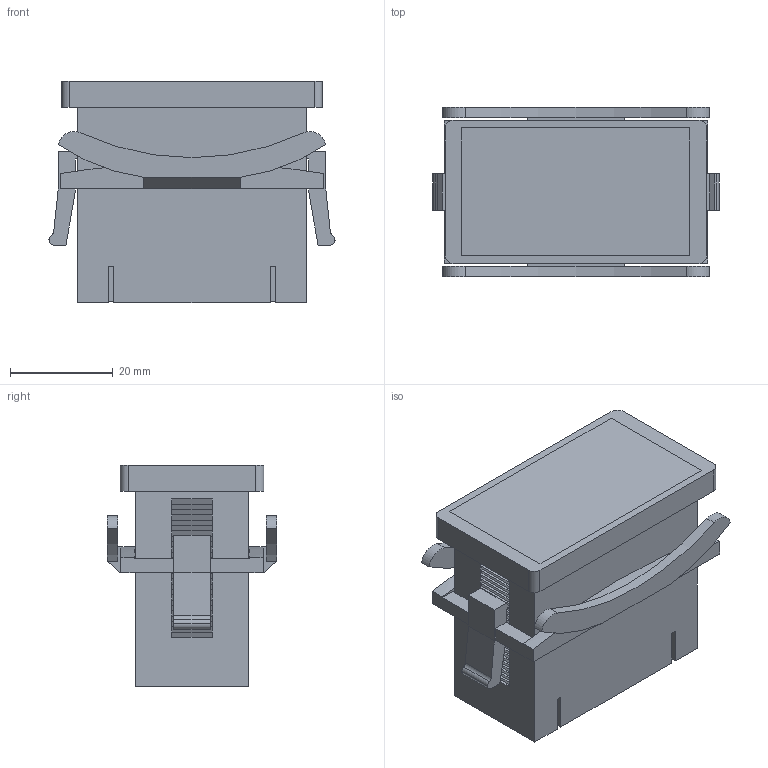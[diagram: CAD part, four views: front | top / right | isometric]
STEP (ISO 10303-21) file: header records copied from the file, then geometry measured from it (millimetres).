
FILE_DESCRIPTION (( 'STEP AP203' ), '1' );
FILE_NAME ('6301-2000-0000.step', '2021-09-29T10:29:31', ( '' ), ( '' ), 'SwSTEP 2.0', 'SolidWorks 2021', '' );
FILE_SCHEMA (( 'CONFIG_CONTROL_DESIGN' ));
Length unit declared in the file: millimetre
Products named in the file (1): 6301-2000-0000
Bounding box: 55.66 x 33.02 x 43.18 mm (x, y, z)
Volume: 22820.9 mm3; surface area: 31398.6 mm2
Topology: 6 solids, 6 shells, 464 faces, 1085 edges, 652 vertices
Faces by surface type: plane 431, cylinder 33
Entity records: 12824 total; most frequent: CARTESIAN_POINT 2202, ORIENTED_EDGE 2170, DIRECTION 2087, EDGE_CURVE 1085, VECTOR 1013, LINE 1013, VERTEX_POINT 652, AXIS2_PLACEMENT_3D 537
